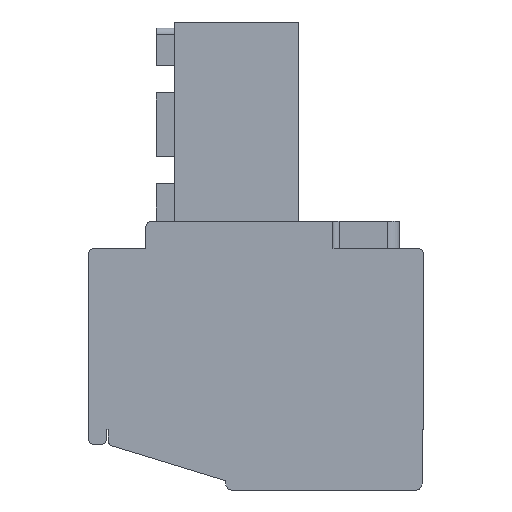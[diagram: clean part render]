
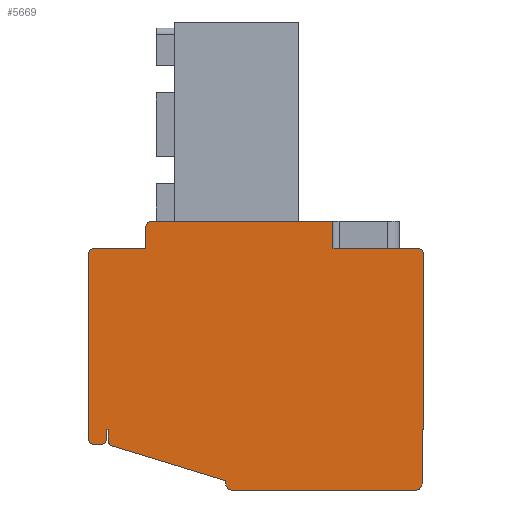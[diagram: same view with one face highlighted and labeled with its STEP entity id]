
A CAD part, left-side view. The second image highlights one B-rep face of the part: STEP entity #5669.
In plain terms, the highlighted planar face has unit normal (-1, 0, 0).
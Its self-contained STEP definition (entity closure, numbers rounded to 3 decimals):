
#72=CARTESIAN_POINT('',(-7.,2.7,-6.8));
#73=DIRECTION('',(1.,0.,0.));
#74=DIRECTION('',(0.,1.,0.));
#75=AXIS2_PLACEMENT_3D('',#72,#73,#74);
#77=DIRECTION('',(0.,-1.,0.));
#78=VECTOR('',#77,6.);
#79=CARTESIAN_POINT('',(-7.,2.7,-6.6));
#80=LINE('',#79,#78);
#81=DIRECTION('',(0.,0.,-1.));
#82=VECTOR('',#81,0.9);
#83=CARTESIAN_POINT('',(-7.,-3.3,-6.6));
#84=LINE('',#83,#82);
#85=DIRECTION('',(0.,-1.,0.));
#86=VECTOR('',#85,2.8);
#87=CARTESIAN_POINT('',(-7.,-3.3,-7.5));
#88=LINE('',#87,#86);
#89=CARTESIAN_POINT('',(-7.,-6.1,-7.7));
#90=DIRECTION('',(1.,0.,0.));
#91=DIRECTION('',(0.,0.,1.));
#92=AXIS2_PLACEMENT_3D('',#89,#90,#91);
#94=DIRECTION('',(0.,0.,-1.));
#95=VECTOR('',#94,5.8);
#96=CARTESIAN_POINT('',(-7.,-6.3,-7.7));
#97=LINE('',#96,#95);
#98=DIRECTION('',(0.,1.,0.));
#99=VECTOR('',#98,0.05);
#100=CARTESIAN_POINT('',(-7.,-6.3,-13.5));
#101=LINE('',#100,#99);
#102=DIRECTION('',(0.,0.,-1.));
#103=VECTOR('',#102,1.8);
#104=CARTESIAN_POINT('',(-7.,-6.25,-13.5));
#105=LINE('',#104,#103);
#106=CARTESIAN_POINT('',(-7.,-6.05,-15.3));
#107=DIRECTION('',(1.,0.,0.));
#108=DIRECTION('',(0.,-1.,0.));
#109=AXIS2_PLACEMENT_3D('',#106,#107,#108);
#111=DIRECTION('',(0.,1.,0.));
#112=VECTOR('',#111,6.1);
#113=CARTESIAN_POINT('',(-7.,-6.05,-15.5));
#114=LINE('',#113,#112);
#115=CARTESIAN_POINT('',(-7.,0.05,-15.3));
#116=DIRECTION('',(1.,0.,0.));
#117=DIRECTION('',(0.,0.,-1.));
#118=AXIS2_PLACEMENT_3D('',#115,#116,#117);
#120=DIRECTION('',(0.,0.,1.));
#121=VECTOR('',#120,0.108);
#122=CARTESIAN_POINT('',(-7.,0.25,-15.3));
#123=LINE('',#122,#121);
#124=DIRECTION('',(0.,0.956,0.292));
#125=VECTOR('',#124,3.93);
#126=CARTESIAN_POINT('',(-7.,0.25,-15.192));
#127=LINE('',#126,#125);
#128=CARTESIAN_POINT('',(-7.,3.95,-13.852));
#129=DIRECTION('',(1.,0.,0.));
#130=DIRECTION('',(0.,0.292,-0.956));
#131=AXIS2_PLACEMENT_3D('',#128,#129,#130);
#133=DIRECTION('',(0.,0.,1.));
#134=VECTOR('',#133,0.352);
#135=CARTESIAN_POINT('',(-7.,4.15,-13.852));
#136=LINE('',#135,#134);
#137=DIRECTION('',(0.,1.,0.));
#138=VECTOR('',#137,0.05);
#139=CARTESIAN_POINT('',(-7.,4.15,-13.5));
#140=LINE('',#139,#138);
#141=DIRECTION('',(0.,0.,-1.));
#142=VECTOR('',#141,0.3);
#143=CARTESIAN_POINT('',(-7.,4.2,-13.5));
#144=LINE('',#143,#142);
#145=CARTESIAN_POINT('',(-7.,4.4,-13.8));
#146=DIRECTION('',(1.,0.,0.));
#147=DIRECTION('',(0.,-1.,0.));
#148=AXIS2_PLACEMENT_3D('',#145,#146,#147);
#150=DIRECTION('',(0.,1.,0.));
#151=VECTOR('',#150,0.2);
#152=CARTESIAN_POINT('',(-7.,4.4,-14.));
#153=LINE('',#152,#151);
#154=CARTESIAN_POINT('',(-7.,4.6,-13.8));
#155=DIRECTION('',(1.,0.,0.));
#156=DIRECTION('',(0.,0.,-1.));
#157=AXIS2_PLACEMENT_3D('',#154,#155,#156);
#163=CARTESIAN_POINT('',(-7.,4.6,-7.7));
#164=DIRECTION('',(-1.,0.,0.));
#165=DIRECTION('',(0.,0.,1.));
#166=AXIS2_PLACEMENT_3D('',#163,#164,#165);
#177=DIRECTION('',(0.,1.,0.));
#178=VECTOR('',#177,1.7);
#179=CARTESIAN_POINT('',(-7.,2.9,-7.5));
#180=LINE('',#179,#178);
#257=DIRECTION('',(0.,0.,-1.));
#258=VECTOR('',#257,6.1);
#259=CARTESIAN_POINT('',(-7.,4.8,-7.7));
#260=LINE('',#259,#258);
#2747=DIRECTION('',(0.,0.,-1.));
#2748=VECTOR('',#2747,0.7);
#2749=CARTESIAN_POINT('',(-7.,2.9,-6.8));
#2750=LINE('',#2749,#2748);
#4500=CARTESIAN_POINT('',(-7.,-6.3,-13.5));
#4501=CARTESIAN_POINT('',(-7.,-6.25,-13.5));
#4502=VERTEX_POINT('',#4500);
#4503=VERTEX_POINT('',#4501);
#4504=CARTESIAN_POINT('',(-7.,4.2,-13.5));
#4505=CARTESIAN_POINT('',(-7.,4.2,-13.8));
#4506=VERTEX_POINT('',#4504);
#4507=VERTEX_POINT('',#4505);
#4508=CARTESIAN_POINT('',(-7.,4.4,-14.));
#4509=CARTESIAN_POINT('',(-7.,4.6,-14.));
#4510=VERTEX_POINT('',#4508);
#4511=VERTEX_POINT('',#4509);
#4512=CARTESIAN_POINT('',(-7.,2.7,-6.6));
#4513=CARTESIAN_POINT('',(-7.,-3.3,-6.6));
#4514=VERTEX_POINT('',#4512);
#4515=VERTEX_POINT('',#4513);
#4516=CARTESIAN_POINT('',(-7.,-3.3,-7.5));
#4517=VERTEX_POINT('',#4516);
#4518=CARTESIAN_POINT('',(-7.,-6.1,-7.5));
#4519=VERTEX_POINT('',#4518);
#4520=CARTESIAN_POINT('',(-7.,-6.3,-7.7));
#4521=VERTEX_POINT('',#4520);
#4544=CARTESIAN_POINT('',(-7.,4.8,-13.8));
#4545=VERTEX_POINT('',#4544);
#4546=CARTESIAN_POINT('',(-7.,-6.25,-15.3));
#4547=VERTEX_POINT('',#4546);
#4548=CARTESIAN_POINT('',(-7.,-6.05,-15.5));
#4549=VERTEX_POINT('',#4548);
#4550=CARTESIAN_POINT('',(-7.,0.05,-15.5));
#4551=VERTEX_POINT('',#4550);
#4552=CARTESIAN_POINT('',(-7.,0.25,-15.3));
#4553=VERTEX_POINT('',#4552);
#4554=CARTESIAN_POINT('',(-7.,0.25,-15.192));
#4555=VERTEX_POINT('',#4554);
#4556=CARTESIAN_POINT('',(-7.,4.008,-14.043));
#4557=VERTEX_POINT('',#4556);
#4558=CARTESIAN_POINT('',(-7.,4.15,-13.852));
#4559=VERTEX_POINT('',#4558);
#4560=CARTESIAN_POINT('',(-7.,4.15,-13.5));
#4561=VERTEX_POINT('',#4560);
#4580=CARTESIAN_POINT('',(-7.,2.9,-6.8));
#4581=VERTEX_POINT('',#4580);
#4794=CARTESIAN_POINT('',(-7.,2.9,-7.5));
#4796=VERTEX_POINT('',#4794);
#4816=CARTESIAN_POINT('',(-7.,4.6,-7.5));
#4818=VERTEX_POINT('',#4816);
#4820=CARTESIAN_POINT('',(-7.,4.8,-7.7));
#4821=VERTEX_POINT('',#4820);
#5614=CARTESIAN_POINT('',(-7.,0.,0.));
#5615=DIRECTION('',(1.,0.,0.));
#5616=DIRECTION('',(0.,0.,-1.));
#5617=AXIS2_PLACEMENT_3D('',#5614,#5615,#5616);
#5618=PLANE('',#5617);
#5620=ORIENTED_EDGE('',*,*,#5619,.F.);
#5622=ORIENTED_EDGE('',*,*,#5621,.F.);
#5624=ORIENTED_EDGE('',*,*,#5623,.F.);
#5626=ORIENTED_EDGE('',*,*,#5625,.T.);
#5628=ORIENTED_EDGE('',*,*,#5627,.T.);
#5630=ORIENTED_EDGE('',*,*,#5629,.T.);
#5632=ORIENTED_EDGE('',*,*,#5631,.T.);
#5634=ORIENTED_EDGE('',*,*,#5633,.T.);
#5636=ORIENTED_EDGE('',*,*,#5635,.T.);
#5638=ORIENTED_EDGE('',*,*,#5637,.T.);
#5640=ORIENTED_EDGE('',*,*,#5639,.T.);
#5642=ORIENTED_EDGE('',*,*,#5641,.T.);
#5644=ORIENTED_EDGE('',*,*,#5643,.T.);
#5646=ORIENTED_EDGE('',*,*,#5645,.T.);
#5648=ORIENTED_EDGE('',*,*,#5647,.T.);
#5650=ORIENTED_EDGE('',*,*,#5649,.T.);
#5652=ORIENTED_EDGE('',*,*,#5651,.T.);
#5654=ORIENTED_EDGE('',*,*,#5653,.T.);
#5656=ORIENTED_EDGE('',*,*,#5655,.T.);
#5658=ORIENTED_EDGE('',*,*,#5657,.T.);
#5660=ORIENTED_EDGE('',*,*,#5659,.T.);
#5662=ORIENTED_EDGE('',*,*,#5661,.T.);
#5664=ORIENTED_EDGE('',*,*,#5663,.T.);
#5666=ORIENTED_EDGE('',*,*,#5665,.F.);
#5667=EDGE_LOOP('',(#5620,#5622,#5624,#5626,#5628,#5630,#5632,#5634,#5636,#5638,
#5640,#5642,#5644,#5646,#5648,#5650,#5652,#5654,#5656,#5658,#5660,#5662,#5664,
#5666));
#5668=FACE_OUTER_BOUND('',#5667,.F.);
#5669=ADVANCED_FACE('',(#5668),#5618,.F.);
#76=CIRCLE('',#75,0.2);
#93=CIRCLE('',#92,0.2);
#110=CIRCLE('',#109,0.2);
#119=CIRCLE('',#118,0.2);
#132=CIRCLE('',#131,0.2);
#149=CIRCLE('',#148,0.2);
#158=CIRCLE('',#157,0.2);
#167=CIRCLE('',#166,0.2);
#5619=EDGE_CURVE('',#4818,#4821,#167,.T.);
#5621=EDGE_CURVE('',#4796,#4818,#180,.T.);
#5623=EDGE_CURVE('',#4581,#4796,#2750,.T.);
#5625=EDGE_CURVE('',#4581,#4514,#76,.T.);
#5627=EDGE_CURVE('',#4514,#4515,#80,.T.);
#5629=EDGE_CURVE('',#4515,#4517,#84,.T.);
#5631=EDGE_CURVE('',#4517,#4519,#88,.T.);
#5633=EDGE_CURVE('',#4519,#4521,#93,.T.);
#5635=EDGE_CURVE('',#4521,#4502,#97,.T.);
#5637=EDGE_CURVE('',#4502,#4503,#101,.T.);
#5639=EDGE_CURVE('',#4503,#4547,#105,.T.);
#5641=EDGE_CURVE('',#4547,#4549,#110,.T.);
#5643=EDGE_CURVE('',#4549,#4551,#114,.T.);
#5645=EDGE_CURVE('',#4551,#4553,#119,.T.);
#5647=EDGE_CURVE('',#4553,#4555,#123,.T.);
#5649=EDGE_CURVE('',#4555,#4557,#127,.T.);
#5651=EDGE_CURVE('',#4557,#4559,#132,.T.);
#5653=EDGE_CURVE('',#4559,#4561,#136,.T.);
#5655=EDGE_CURVE('',#4561,#4506,#140,.T.);
#5657=EDGE_CURVE('',#4506,#4507,#144,.T.);
#5659=EDGE_CURVE('',#4507,#4510,#149,.T.);
#5661=EDGE_CURVE('',#4510,#4511,#153,.T.);
#5663=EDGE_CURVE('',#4511,#4545,#158,.T.);
#5665=EDGE_CURVE('',#4821,#4545,#260,.T.);
